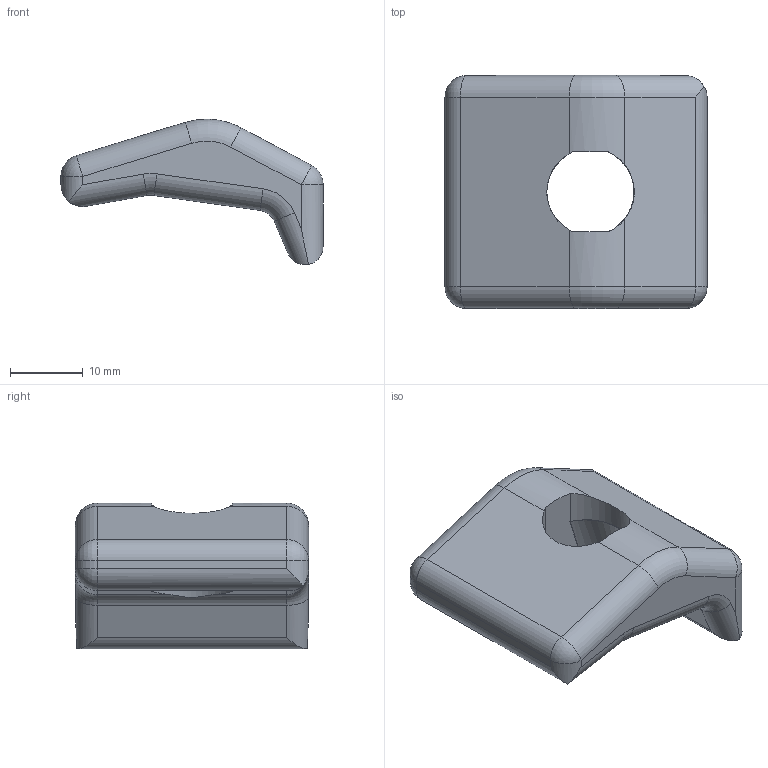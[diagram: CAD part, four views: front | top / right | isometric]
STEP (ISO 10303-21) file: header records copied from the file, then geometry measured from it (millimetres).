
FILE_DESCRIPTION(('STEP AP214'),'1');
FILE_NAME('PMH Klämmaplatta 1106.stp','2013-08-16T11:30:37',(' '),(' '),'Spatial InterOp 3D',' ',' ');
FILE_SCHEMA(('automotive_design'));
Length unit declared in the file: millimetre
Products named in the file (1): PMH Kabelskena klammaplatta 1106
Bounding box: 36 x 32 x 20 mm (x, y, z)
Volume: 9788.3 mm3; surface area: 3676.3 mm2
Topology: 1 solids, 1 shells, 58 faces, 156 edges, 94 vertices
Faces by surface type: cylinder 32, plane 13, torus 5, bspline 4, sphere 4
Entity records: 2509 total; most frequent: CARTESIAN_POINT 685, ORIENTED_EDGE 304, DIRECTION 265, EDGE_CURVE 152, AXIS2_PLACEMENT_3D 99, VERTEX_POINT 94, LINE 67, VECTOR 67
